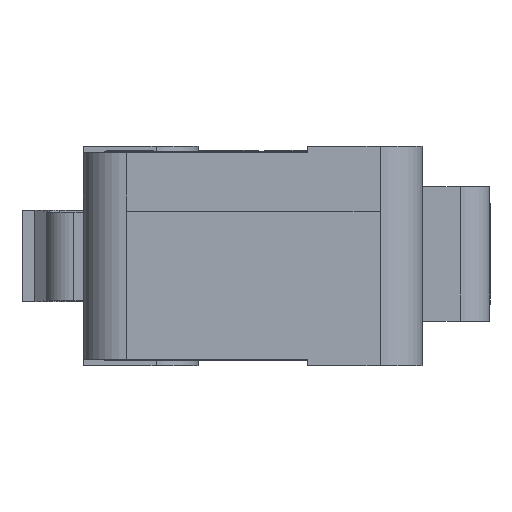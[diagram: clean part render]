
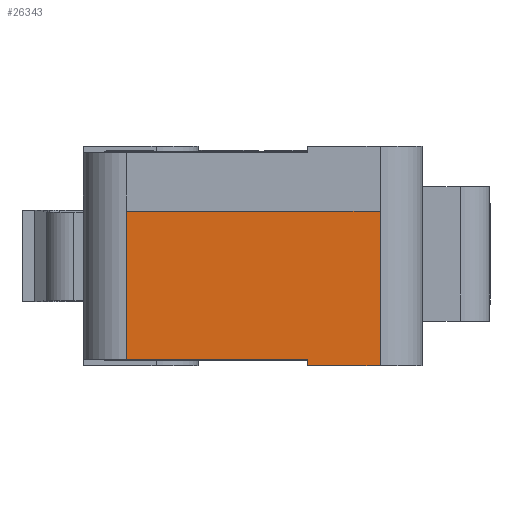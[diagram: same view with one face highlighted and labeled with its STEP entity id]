
A CAD part, left-side view. The second image highlights one B-rep face of the part: STEP entity #26343.
In plain terms, the highlighted planar face has unit normal (-1, 0, 0).
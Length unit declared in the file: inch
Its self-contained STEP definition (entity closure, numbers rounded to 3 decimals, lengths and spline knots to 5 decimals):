
#16595=CARTESIAN_POINT('',(-1.1378,0.25295,0.28543));
#16596=VERTEX_POINT('',#16595);
#16621=CARTESIAN_POINT('',(-1.1378,0.25295,0.01181));
#16622=VERTEX_POINT('',#16621);
#16630=CARTESIAN_POINT('',(-1.1378,0.25295,0.01181));
#16631=DIRECTION('',(0.0,0.0,1.0));
#16632=VECTOR('',#16631,0.27362);
#16633=LINE('',#16630,#16632);
#16634=EDGE_CURVE('',#16622,#16596,#16633,.T.);
#16675=CARTESIAN_POINT('',(-1.1378,-0.21555,0.28543));
#16676=VERTEX_POINT('',#16675);
#16677=CARTESIAN_POINT('',(-1.1378,-0.21555,0.28543));
#16678=DIRECTION('',(0.0,1.0,0.0));
#16679=VECTOR('',#16678,0.4685);
#16680=LINE('',#16677,#16679);
#16681=EDGE_CURVE('',#16676,#16596,#16680,.T.);
#16771=CARTESIAN_POINT('',(-1.1378,-0.21555,0.0));
#16772=VERTEX_POINT('',#16771);
#16773=CARTESIAN_POINT('',(-1.1378,-0.21555,0.0));
#16774=DIRECTION('',(0.0,0.0,1.0));
#16775=VECTOR('',#16774,0.28543);
#16776=LINE('',#16773,#16775);
#16777=EDGE_CURVE('',#16772,#16676,#16776,.T.);
#25952=CARTESIAN_POINT('',(-1.1378,-0.08169,0.01181));
#25953=VERTEX_POINT('',#25952);
#25961=CARTESIAN_POINT('',(-1.1378,-0.08169,0.0));
#25962=VERTEX_POINT('',#25961);
#25969=CARTESIAN_POINT('',(-1.1378,-0.08169,0.01181));
#25970=DIRECTION('',(0.0,0.0,-1.0));
#25971=VECTOR('',#25970,0.01181);
#25972=LINE('',#25969,#25971);
#25973=EDGE_CURVE('',#25953,#25962,#25972,.T.);
#26009=CARTESIAN_POINT('',(-1.1378,0.25295,0.01181));
#26010=DIRECTION('',(0.0,-1.0,0.0));
#26011=VECTOR('',#26010,0.33465);
#26012=LINE('',#26009,#26011);
#26013=EDGE_CURVE('',#16622,#25953,#26012,.T.);
#26079=CARTESIAN_POINT('',(-1.1378,-0.21555,0.0));
#26080=DIRECTION('',(0.0,1.0,0.0));
#26081=VECTOR('',#26080,0.13386);
#26082=LINE('',#26079,#26081);
#26083=EDGE_CURVE('',#16772,#25962,#26082,.T.);
#26330=CARTESIAN_POINT('',(-1.1378,-0.23898,-0.01427));
#26331=DIRECTION('',(-1.0,0.0,0.0));
#26332=DIRECTION('',(0.0,0.0,1.0));
#26333=AXIS2_PLACEMENT_3D('',#26330,#26331,#26332);
#26334=PLANE('',#26333);
#26335=ORIENTED_EDGE('',*,*,#16681,.T.);
#26336=ORIENTED_EDGE('',*,*,#16634,.F.);
#26337=ORIENTED_EDGE('',*,*,#26013,.T.);
#26338=ORIENTED_EDGE('',*,*,#25973,.T.);
#26339=ORIENTED_EDGE('',*,*,#26083,.F.);
#26340=ORIENTED_EDGE('',*,*,#16777,.T.);
#26341=EDGE_LOOP('',(#26335,#26336,#26337,#26338,#26339,#26340));
#26342=FACE_OUTER_BOUND('',#26341,.T.);
#26343=ADVANCED_FACE('',(#26342),#26334,.T.);
